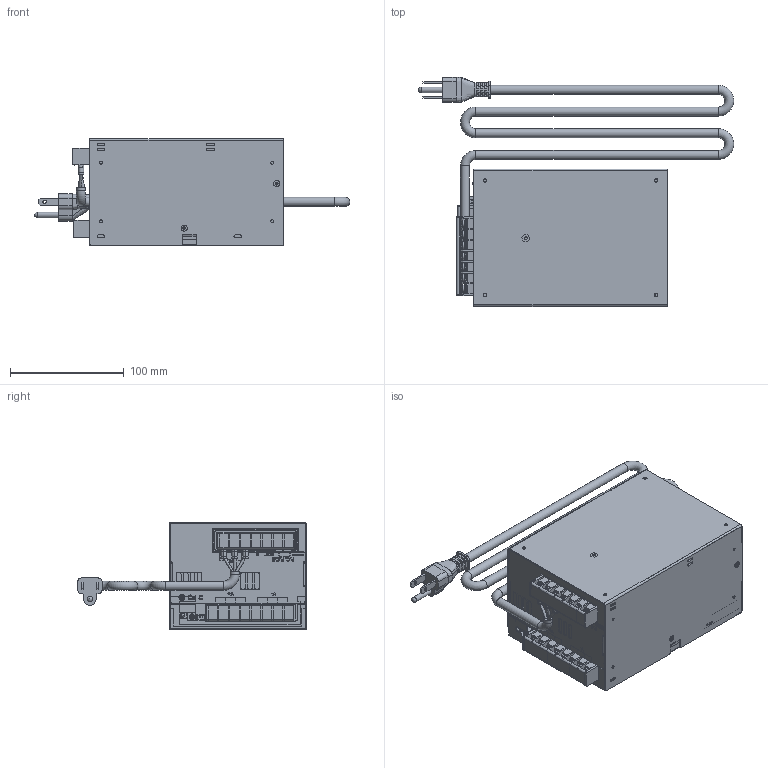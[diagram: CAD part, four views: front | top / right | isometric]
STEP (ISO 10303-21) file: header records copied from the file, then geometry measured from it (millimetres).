
FILE_DESCRIPTION(/* description */ ('Alibre Inc.'),/* implementation_level */ '2;1');
FILE_NAME(/* name */ 'export-2FCDA44E-67C0-4103-84D7-1AE5BEE95ECC',/* time_stamp */ '2024-09-18T17:54:10-04:00',/* author */ (''),/* organization */ (''),/* preprocessor_version */ 'ST-DEVELOPER v17',/* originating_system */ 'Alibre',/* authorisation */ '');
FILE_SCHEMA (('AUTOMOTIVE_DESIGN'));
Length unit declared in the file: millimetre
Bounding box: 276.56 x 200.82 x 93.85 mm (x, y, z)
Volume: 176712.9 mm3; surface area: 275087.9 mm2
Topology: 76 solids, 77 shells, 4493 faces, 12153 edges, 7952 vertices
Faces by surface type: plane 2603, cylinder 795, bspline 672, cone 231, torus 112, sphere 79, extrusion 1
Full cylindrical faces by diameter (mm): 1.04 x1, 2.387 x7, 2.464 x10, 3 x7, 3.048 x3, 3.175 x1, 3.505 x15, 3.556 x15, 3.81 x30, 4.191 x1, 4.826 x1, 5.25 x7, 6.198 x15, 7.874 x6, 8.128 x1, 76.073 x1
Entity records: 107739 total; most frequent: CARTESIAN_POINT 28405, ORIENTED_EDGE 17546, DIRECTION 11859, EDGE_CURVE 8773, VECTOR 6334, LINE 6333, VERTEX_POINT 5786, AXIS2_PLACEMENT_3D 3815
